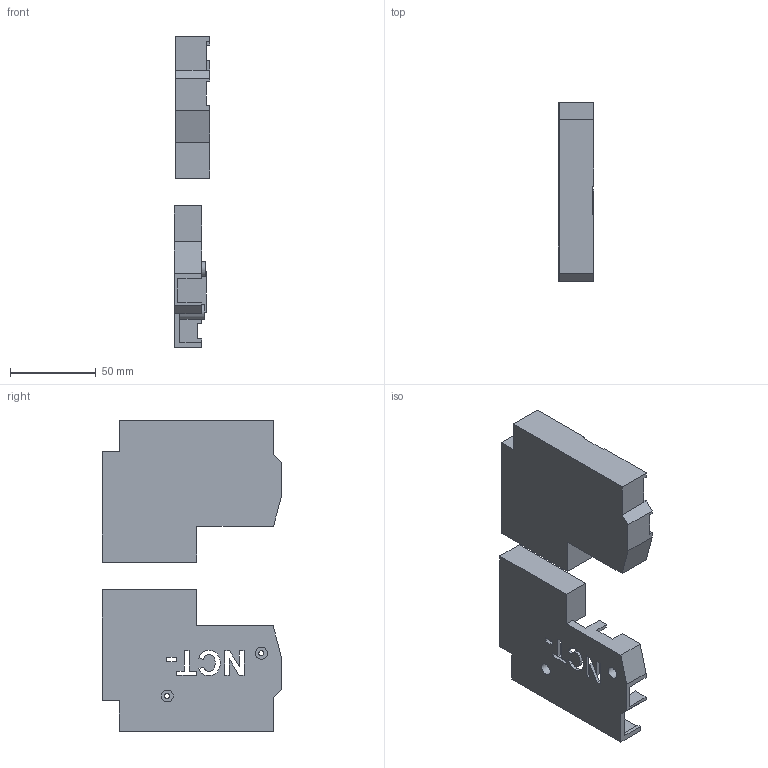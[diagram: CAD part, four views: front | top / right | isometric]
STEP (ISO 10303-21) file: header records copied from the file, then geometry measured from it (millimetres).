
FILE_DESCRIPTION(/* description */ (''),/* implementation_level */ '2;1');
FILE_NAME(/* name */ 'Raspi-Temp-Case-Design.stp',/* time_stamp */ '2015-03-11T14:35:07-07:00',/* author */ (''),/* organization */ (''),/* preprocessor_version */ 'ST-DEVELOPER v16',/* originating_system */ 'Autodesk Translator Framework v4.0.0.4511',/* authorisation */ '');
FILE_SCHEMA (('AUTOMOTIVE_DESIGN { 1 0 10303 214 3 1 1 }'));
Length unit declared in the file: centimetre
Products named in the file (1): RasPi_Case2_Bottom_Vesa v23
Bounding box: 20.78 x 104.99 x 182.11 mm (x, y, z)
Volume: 54121.4 mm3; surface area: 53499.4 mm2
Topology: 2 solids, 2 shells, 167 faces, 469 edges, 312 vertices
Faces by surface type: plane 139, bspline 16, cylinder 10, cone 2
Full cylindrical faces by diameter (mm): 3 x4, 7 x2, 8 x2, 8.5 x2
Entity records: 5461 total; most frequent: CARTESIAN_POINT 1264, ORIENTED_EDGE 906, DIRECTION 745, EDGE_CURVE 453, LINE 401, VECTOR 401, VERTEX_POINT 308, EDGE_LOOP 197
